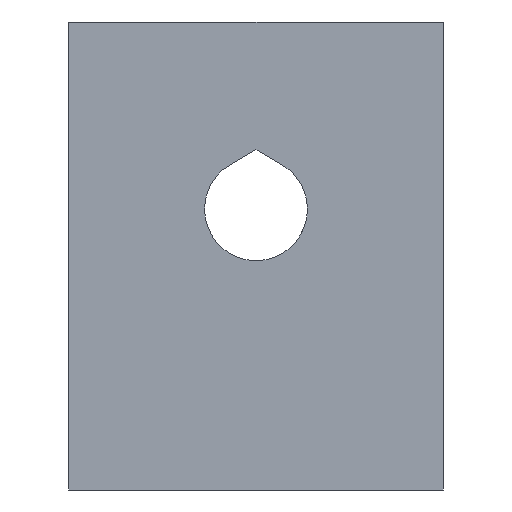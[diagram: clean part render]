
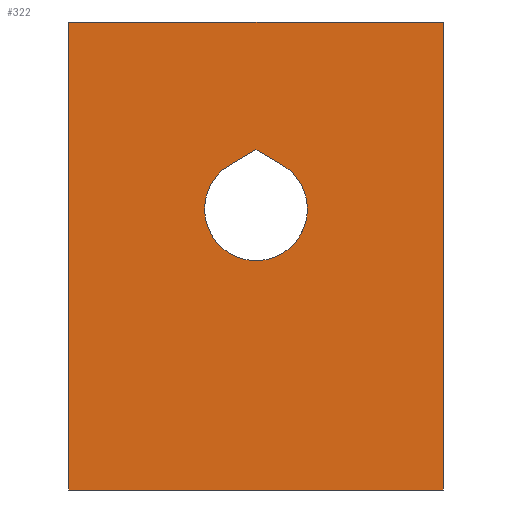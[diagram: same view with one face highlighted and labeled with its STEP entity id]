
A CAD part, left-side view. The second image highlights one B-rep face of the part: STEP entity #322.
In plain terms, the highlighted planar face has unit normal (-1, 0, 0).
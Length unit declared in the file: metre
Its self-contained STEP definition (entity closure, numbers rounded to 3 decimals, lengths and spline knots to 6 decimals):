
#14=PLANE('',#357);
#30=CIRCLE('',#353,0.00275);
#54=ORIENTED_EDGE('',*,*,#139,.F.);
#55=ORIENTED_EDGE('',*,*,#125,.T.);
#56=ORIENTED_EDGE('',*,*,#140,.T.);
#57=ORIENTED_EDGE('',*,*,#141,.F.);
#58=ORIENTED_EDGE('',*,*,#142,.F.);
#59=ORIENTED_EDGE('',*,*,#143,.T.);
#60=ORIENTED_EDGE('',*,*,#144,.T.);
#125=EDGE_CURVE('',#170,#168,#30,.F.);
#139=EDGE_CURVE('',#170,#180,#207,.T.);
#140=EDGE_CURVE('',#168,#180,#208,.T.);
#141=EDGE_CURVE('',#181,#182,#209,.T.);
#142=EDGE_CURVE('',#183,#181,#210,.T.);
#143=EDGE_CURVE('',#183,#184,#211,.T.);
#144=EDGE_CURVE('',#184,#182,#212,.T.);
#168=VERTEX_POINT('',#469);
#170=VERTEX_POINT('',#472);
#180=VERTEX_POINT('',#499);
#181=VERTEX_POINT('',#502);
#182=VERTEX_POINT('',#503);
#183=VERTEX_POINT('',#505);
#184=VERTEX_POINT('',#507);
#207=LINE('',#498,#247);
#208=LINE('',#500,#248);
#209=LINE('',#501,#249);
#210=LINE('',#504,#250);
#211=LINE('',#506,#251);
#212=LINE('',#508,#252);
#247=VECTOR('',#406,1.);
#248=VECTOR('',#407,1.);
#249=VECTOR('',#408,1.);
#250=VECTOR('',#409,1.);
#251=VECTOR('',#410,1.);
#252=VECTOR('',#411,1.);
#278=EDGE_LOOP('',(#54,#55,#56));
#279=EDGE_LOOP('',(#57,#58,#59,#60));
#300=FACE_BOUND('',#278,.T.);
#301=FACE_BOUND('',#279,.T.);
#322=ADVANCED_FACE('',(#300,#301),#14,.T.);
#353=AXIS2_PLACEMENT_3D('',#471,#384,#385);
#357=AXIS2_PLACEMENT_3D('',#497,#404,#405);
#384=DIRECTION('',(-1.,0.,0.));
#385=DIRECTION('',(0.,0.,1.));
#404=DIRECTION('',(-1.,0.,0.));
#405=DIRECTION('',(0.,0.,1.));
#406=DIRECTION('',(0.,0.866,0.5));
#407=DIRECTION('',(0.,-0.866,0.5));
#408=DIRECTION('',(0.,0.,1.));
#409=DIRECTION('',(0.,1.,0.));
#410=DIRECTION('',(0.,0.,1.));
#411=DIRECTION('',(0.,1.,0.));
#469=CARTESIAN_POINT('',(0.000001,-0.008624,0.017381));
#471=CARTESIAN_POINT('',(0.,-0.01,0.015));
#472=CARTESIAN_POINT('',(0.000001,-0.011375,0.017382));
#497=CARTESIAN_POINT('',(0.,-0.02,0.0125));
#498=CARTESIAN_POINT('',(0.,-0.011375,0.017382));
#499=CARTESIAN_POINT('',(0.,-0.01,0.018175));
#500=CARTESIAN_POINT('',(0.,-0.008625,0.017382));
#501=CARTESIAN_POINT('',(0.,0.,0.0125));
#502=CARTESIAN_POINT('',(0.,0.,0.));
#503=CARTESIAN_POINT('',(0.,0.,0.025));
#504=CARTESIAN_POINT('',(0.,-0.02,0.));
#505=CARTESIAN_POINT('',(0.,-0.02,0.));
#506=CARTESIAN_POINT('',(0.,-0.02,0.0125));
#507=CARTESIAN_POINT('',(0.,-0.02,0.025));
#508=CARTESIAN_POINT('',(0.,-0.02,0.025));
